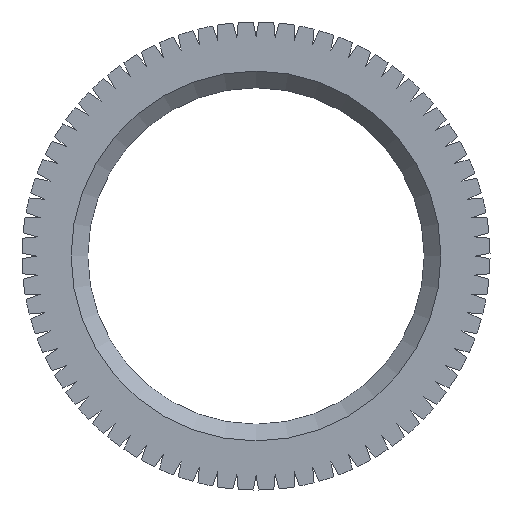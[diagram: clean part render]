
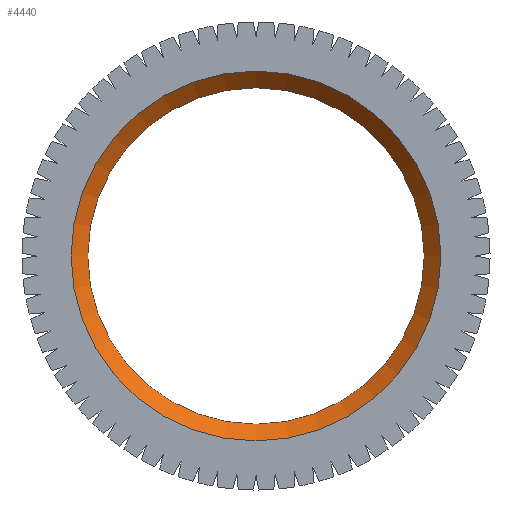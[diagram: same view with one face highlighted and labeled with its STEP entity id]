
A CAD part, front view. The second image highlights one B-rep face of the part: STEP entity #4440.
In plain terms, the highlighted conical face has half-angle 45 degrees and reference radius 5.729 mm.
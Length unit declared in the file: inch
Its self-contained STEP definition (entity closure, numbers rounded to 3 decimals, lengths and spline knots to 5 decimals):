
#13=CONICAL_SURFACE($,#4807,0.22556,45.);
#88=FACE_BOUND($,#676,.T.);
#163=CIRCLE($,#4664,0.23622);
#235=CIRCLE($,#4808,0.2149);
#454=FACE_OUTER_BOUND($,#675,.T.);
#675=EDGE_LOOP($,(#3853));
#676=EDGE_LOOP($,(#3854));
#2122=VERTEX_POINT($,#7208);
#2123=VERTEX_POINT($,#7353);
#2701=EDGE_CURVE($,#2122,#2122,#163,.T.);
#2773=EDGE_CURVE($,#2123,#2123,#235,.T.);
#3853=ORIENTED_EDGE($,*,*,#2701,.F.);
#3854=ORIENTED_EDGE($,*,*,#2773,.F.);
#4440=ADVANCED_FACE($,(#454,#88),#13,.F.);
#4664=AXIS2_PLACEMENT_3D($,#7209,#5754,#5755);
#4807=AXIS2_PLACEMENT_3D($,#7352,#6040,#6041);
#4808=AXIS2_PLACEMENT_3D($,#7354,#6042,#6043);
#5754=DIRECTION('center_axis',(0.,1.,0.));
#5755=DIRECTION('ref_axis',(1.,0.,0.));
#6040=DIRECTION('center_axis',(0.,-1.,0.));
#6041=DIRECTION('ref_axis',(1.,0.,0.));
#6042=DIRECTION('center_axis',(0.,-1.,0.));
#6043=DIRECTION('ref_axis',(1.,0.,0.));
#7208=CARTESIAN_POINT('',(0.23622,0.,0.));
#7209=CARTESIAN_POINT('Origin',(0.,0.,0.));
#7352=CARTESIAN_POINT('Origin',(0.,0.01066,0.));
#7353=CARTESIAN_POINT('',(0.2149,0.02132,0.));
#7354=CARTESIAN_POINT('Origin',(0.,0.02132,0.));
